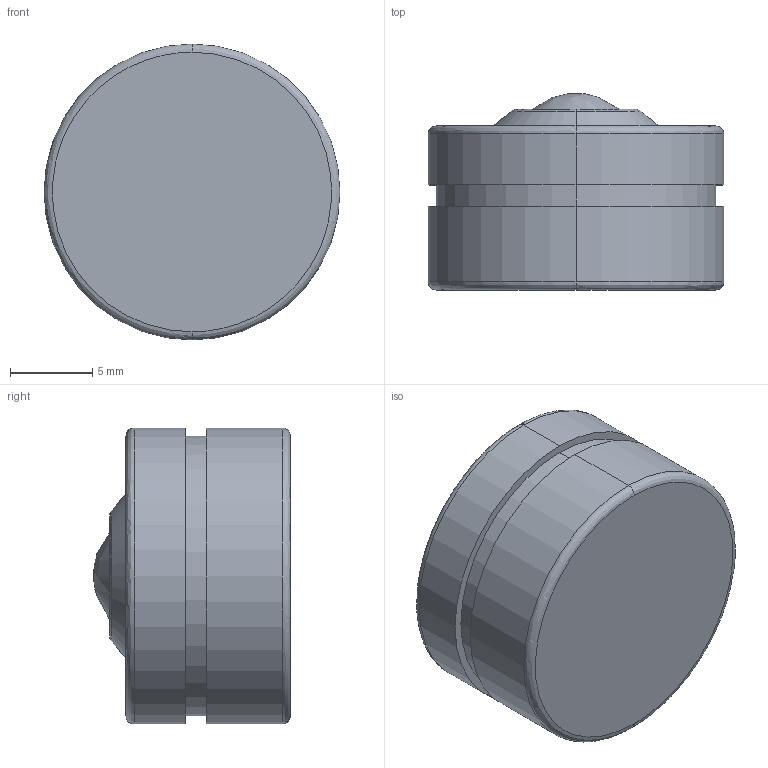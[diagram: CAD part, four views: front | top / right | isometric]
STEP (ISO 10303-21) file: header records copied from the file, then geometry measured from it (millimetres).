
FILE_DESCRIPTION (( 'STEP AP203' ), '1' );
FILE_NAME ('gn_23083_Default_sldprt.STEP', '2017-11-16T18:06:45', ( '' ), ( '' ), 'SwSTEP 2.0', 'SolidWorks 2013', '' );
FILE_SCHEMA (( 'CONFIG_CONTROL_DESIGN' ));
Length unit declared in the file: millimetre
Products named in the file (1): gn_23083_Default_sldprt
Bounding box: 18 x 11.96 x 18 mm (x, y, z)
Volume: 2575.7 mm3; surface area: 1113.8 mm2
Topology: 1 solids, 1 shells, 20 faces, 38 edges, 24 vertices
Faces by surface type: bspline 7, cylinder 6, plane 5, cone 2
Entity records: 724 total; most frequent: CARTESIAN_POINT 268, DIRECTION 80, ORIENTED_EDGE 76, EDGE_CURVE 38, AXIS2_PLACEMENT_3D 36, EDGE_LOOP 24, VERTEX_POINT 24, CIRCLE 22
